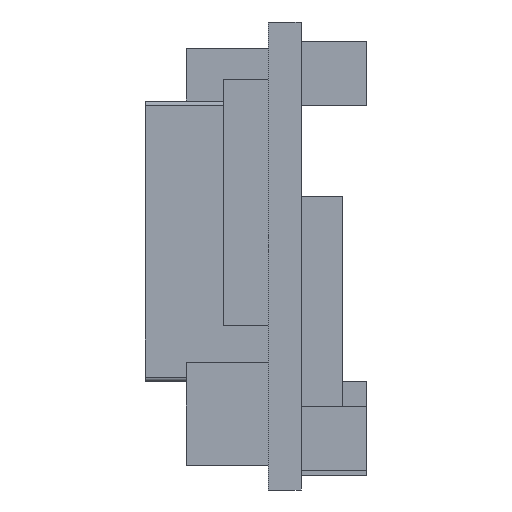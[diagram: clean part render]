
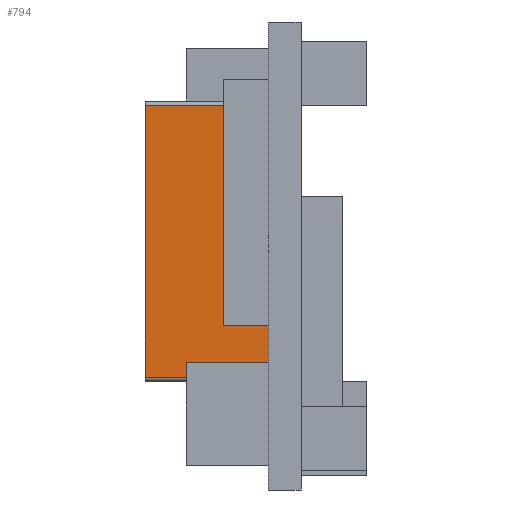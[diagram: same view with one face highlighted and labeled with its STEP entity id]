
A CAD part, left-side view. The second image highlights one B-rep face of the part: STEP entity #794.
In plain terms, the highlighted planar face has unit normal (-1, 0, 0).
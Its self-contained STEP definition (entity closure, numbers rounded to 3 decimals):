
#91 = ORIENTED_EDGE ( 'NONE', *, *, #1719, .T. ) ;
#93 = EDGE_CURVE ( 'NONE', #2195, #1862, #925, .T. ) ;
#114 = LINE ( 'NONE', #1613, #1259 ) ;
#209 = CARTESIAN_POINT ( 'NONE',  ( -3.54, 0.8, -2.95 ) ) ;
#337 = VECTOR ( 'NONE', #591, 1000. ) ;
#352 = PLANE ( 'NONE',  #1788 ) ;
#591 = DIRECTION ( 'NONE',  ( 0., 0., 1. ) ) ;
#599 = CARTESIAN_POINT ( 'NONE',  ( -3.54, 0.8, -2.95 ) ) ;
#683 = VERTEX_POINT ( 'NONE', #2284 ) ;
#709 = CARTESIAN_POINT ( 'NONE',  ( -3.54, 3.8, 3.67 ) ) ;
#794 = ADVANCED_FACE ( 'NONE', ( #2702 ), #352, .F. ) ;
#808 = EDGE_CURVE ( 'NONE', #683, #835, #114, .T. ) ;
#835 = VERTEX_POINT ( 'NONE', #973 ) ;
#887 = CARTESIAN_POINT ( 'NONE',  ( -3.54, 0.8, 3.67 ) ) ;
#925 = LINE ( 'NONE', #209, #337 ) ;
#950 = DIRECTION ( 'NONE',  ( 0., 0., -1. ) ) ;
#973 = CARTESIAN_POINT ( 'NONE',  ( -3.54, 3.8, 3.67 ) ) ;
#1221 = CARTESIAN_POINT ( 'NONE',  ( -3.54, 3.8, -2.95 ) ) ;
#1238 = EDGE_LOOP ( 'NONE', ( #1891, #2266, #2078, #91 ) ) ;
#1243 = CARTESIAN_POINT ( 'NONE',  ( -3.54, 3.8, -2.95 ) ) ;
#1259 = VECTOR ( 'NONE', #1656, 1000. ) ;
#1324 = LINE ( 'NONE', #709, #2296 ) ;
#1595 = DIRECTION ( 'NONE',  ( 1., 0., 0. ) ) ;
#1613 = CARTESIAN_POINT ( 'NONE',  ( -3.54, 3.8, -2.95 ) ) ;
#1656 = DIRECTION ( 'NONE',  ( 0., 0., 1. ) ) ;
#1719 = EDGE_CURVE ( 'NONE', #683, #2195, #2400, .T. ) ;
#1788 = AXIS2_PLACEMENT_3D ( 'NONE', #1221, #1595, #950 ) ;
#1803 = DIRECTION ( 'NONE',  ( 0., -1., 0. ) ) ;
#1828 = VECTOR ( 'NONE', #1803, 1000. ) ;
#1862 = VERTEX_POINT ( 'NONE', #887 ) ;
#1891 = ORIENTED_EDGE ( 'NONE', *, *, #93, .T. ) ;
#1961 = DIRECTION ( 'NONE',  ( 0., -1., 0. ) ) ;
#2078 = ORIENTED_EDGE ( 'NONE', *, *, #808, .F. ) ;
#2195 = VERTEX_POINT ( 'NONE', #599 ) ;
#2266 = ORIENTED_EDGE ( 'NONE', *, *, #2563, .F. ) ;
#2284 = CARTESIAN_POINT ( 'NONE',  ( -3.54, 3.8, -2.95 ) ) ;
#2296 = VECTOR ( 'NONE', #1961, 1000. ) ;
#2400 = LINE ( 'NONE', #1243, #1828 ) ;
#2563 = EDGE_CURVE ( 'NONE', #835, #1862, #1324, .T. ) ;
#2702 = FACE_OUTER_BOUND ( 'NONE', #1238, .T. ) ;
